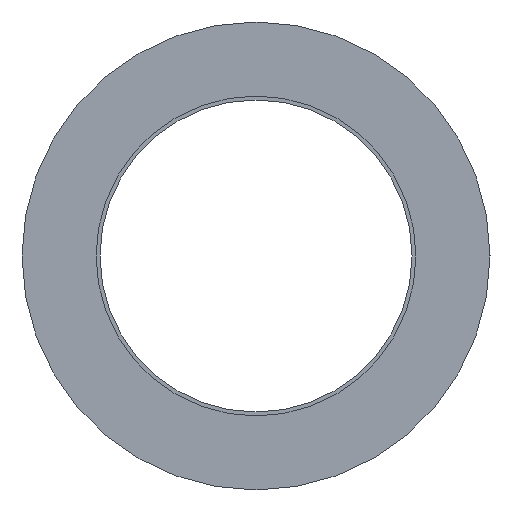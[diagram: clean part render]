
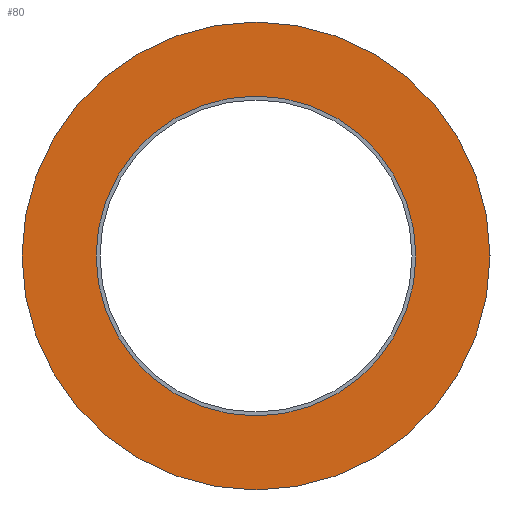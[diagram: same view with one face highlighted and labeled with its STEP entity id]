
A CAD part, left-side view. The second image highlights one B-rep face of the part: STEP entity #80.
In plain terms, the highlighted planar face has unit normal (-1, 0, 0).
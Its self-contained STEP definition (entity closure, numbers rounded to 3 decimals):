
#64 = VERTEX_POINT( '', #160 );
#68 = VERTEX_POINT( '', #164 );
#80 = ADVANCED_FACE( '', ( #178, #179 ), #180, .T. );
#96 = VERTEX_POINT( '', #197 );
#98 = EDGE_CURVE( '', #96, #68, #199, .T. );
#110 = EDGE_CURVE( '', #64, #130, #215, .T. );
#118 = EDGE_CURVE( '', #68, #96, #223, .T. );
#122 = EDGE_CURVE( '', #130, #64, #227, .T. );
#130 = VERTEX_POINT( '', #236 );
#160 = CARTESIAN_POINT( '', ( 0., 4.1, 0. ) );
#164 = CARTESIAN_POINT( '', ( 0., -6., 0. ) );
#178 = FACE_BOUND( '', #281, .T. );
#179 = FACE_OUTER_BOUND( '', #282, .T. );
#180 = PLANE( '', #283 );
#197 = CARTESIAN_POINT( '', ( 0., 6., 0. ) );
#199 = CIRCLE( '', #305, 6. );
#215 = CIRCLE( '', #324, 4.1 );
#223 = CIRCLE( '', #335, 6. );
#227 = CIRCLE( '', #342, 4.1 );
#236 = CARTESIAN_POINT( '', ( 0., -4.1, 0. ) );
#281 = EDGE_LOOP( '', ( #387, #388 ) );
#282 = EDGE_LOOP( '', ( #389, #390 ) );
#283 = AXIS2_PLACEMENT_3D( '', #391, #392, #393 );
#305 = AXIS2_PLACEMENT_3D( '', #412, #413, #414 );
#324 = AXIS2_PLACEMENT_3D( '', #440, #441, #442 );
#335 = AXIS2_PLACEMENT_3D( '', #449, #450, #451 );
#342 = AXIS2_PLACEMENT_3D( '', #453, #454, #455 );
#387 = ORIENTED_EDGE( '', *, *, #110, .F. );
#388 = ORIENTED_EDGE( '', *, *, #122, .F. );
#389 = ORIENTED_EDGE( '', *, *, #98, .T. );
#390 = ORIENTED_EDGE( '', *, *, #118, .T. );
#391 = CARTESIAN_POINT( '', ( 0., 5.05, 0. ) );
#392 = DIRECTION( '', ( -1., 0., 0. ) );
#393 = DIRECTION( '', ( 0., 1., 0. ) );
#412 = CARTESIAN_POINT( '', ( 0., 0., 0. ) );
#413 = DIRECTION( '', ( -1., 0., 0. ) );
#414 = DIRECTION( '', ( 0., 1., 0. ) );
#440 = CARTESIAN_POINT( '', ( 0., 0., 0. ) );
#441 = DIRECTION( '', ( -1., 0., 0. ) );
#442 = DIRECTION( '', ( 0., 1., 0. ) );
#449 = CARTESIAN_POINT( '', ( 0., 0., 0. ) );
#450 = DIRECTION( '', ( -1., 0., 0. ) );
#451 = DIRECTION( '', ( 0., 1., 0. ) );
#453 = CARTESIAN_POINT( '', ( 0., 0., 0. ) );
#454 = DIRECTION( '', ( -1., 0., 0. ) );
#455 = DIRECTION( '', ( 0., 1., 0. ) );
